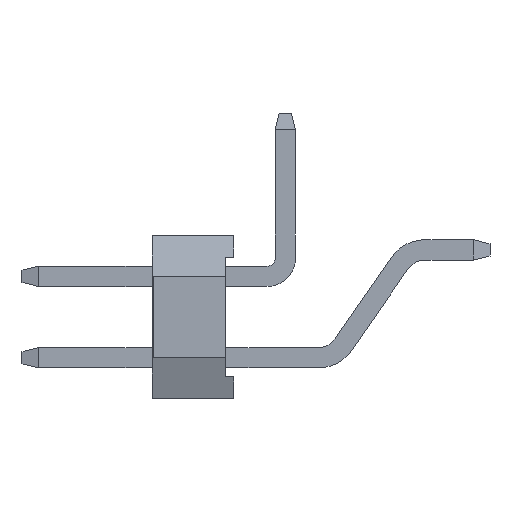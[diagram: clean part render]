
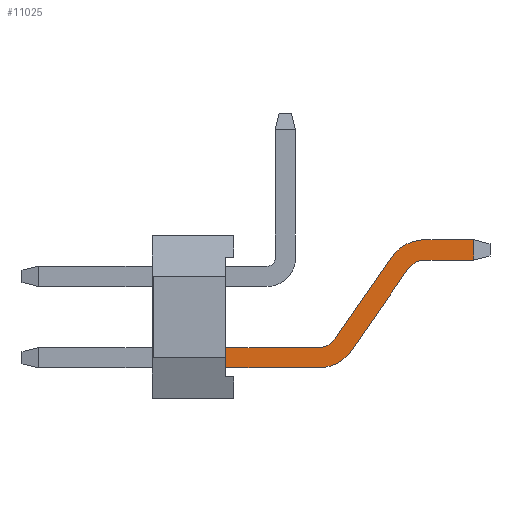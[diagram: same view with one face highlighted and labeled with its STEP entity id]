
A CAD part, left-side view. The second image highlights one B-rep face of the part: STEP entity #11025.
In plain terms, the highlighted planar face has unit normal (-1, 0, 0).
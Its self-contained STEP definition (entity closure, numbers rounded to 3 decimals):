
#586=FACE_OUTER_BOUND('',#1200,.T.);
#1200=EDGE_LOOP('',(#8366,#8367,#8368,#8369,#8370,#8371,#8372,#8373,#8374,
#8375,#8376,#8377));
#1566=CIRCLE('',#11789,1.);
#1567=CIRCLE('',#11790,0.5);
#1568=CIRCLE('',#11791,1.);
#1569=CIRCLE('',#11792,0.5);
#2334=LINE('',#16774,#3690);
#2335=LINE('',#16776,#3691);
#2336=LINE('',#16780,#3692);
#2337=LINE('',#16784,#3693);
#2338=LINE('',#16786,#3694);
#2339=LINE('',#16788,#3695);
#2340=LINE('',#16792,#3696);
#2341=LINE('',#16795,#3697);
#3690=VECTOR('',#13812,10.);
#3691=VECTOR('',#13813,6.881);
#3692=VECTOR('',#13816,2.436);
#3693=VECTOR('',#13819,1.2);
#3694=VECTOR('',#13820,0.5);
#3695=VECTOR('',#13821,1.2);
#3696=VECTOR('',#13824,2.436);
#3697=VECTOR('',#13827,6.881);
#4836=VERTEX_POINT('',#16772);
#4837=VERTEX_POINT('',#16773);
#4838=VERTEX_POINT('',#16775);
#4839=VERTEX_POINT('',#16777);
#4840=VERTEX_POINT('',#16779);
#4841=VERTEX_POINT('',#16781);
#4842=VERTEX_POINT('',#16783);
#4843=VERTEX_POINT('',#16785);
#4844=VERTEX_POINT('',#16787);
#4845=VERTEX_POINT('',#16789);
#4846=VERTEX_POINT('',#16791);
#4847=VERTEX_POINT('',#16793);
#6108=EDGE_CURVE('',#4836,#4837,#2334,.T.);
#6109=EDGE_CURVE('',#4838,#4836,#2335,.T.);
#6110=EDGE_CURVE('',#4839,#4838,#1566,.T.);
#6111=EDGE_CURVE('',#4840,#4839,#2336,.T.);
#6112=EDGE_CURVE('',#4841,#4840,#1567,.T.);
#6113=EDGE_CURVE('',#4842,#4841,#2337,.T.);
#6114=EDGE_CURVE('',#4843,#4842,#2338,.T.);
#6115=EDGE_CURVE('',#4843,#4844,#2339,.T.);
#6116=EDGE_CURVE('',#4844,#4845,#1568,.T.);
#6117=EDGE_CURVE('',#4845,#4846,#2340,.T.);
#6118=EDGE_CURVE('',#4846,#4847,#1569,.T.);
#6119=EDGE_CURVE('',#4847,#4837,#2341,.T.);
#8366=ORIENTED_EDGE('',*,*,#6108,.F.);
#8367=ORIENTED_EDGE('',*,*,#6109,.F.);
#8368=ORIENTED_EDGE('',*,*,#6110,.F.);
#8369=ORIENTED_EDGE('',*,*,#6111,.F.);
#8370=ORIENTED_EDGE('',*,*,#6112,.F.);
#8371=ORIENTED_EDGE('',*,*,#6113,.F.);
#8372=ORIENTED_EDGE('',*,*,#6114,.F.);
#8373=ORIENTED_EDGE('',*,*,#6115,.T.);
#8374=ORIENTED_EDGE('',*,*,#6116,.T.);
#8375=ORIENTED_EDGE('',*,*,#6117,.T.);
#8376=ORIENTED_EDGE('',*,*,#6118,.T.);
#8377=ORIENTED_EDGE('',*,*,#6119,.T.);
#10068=PLANE('',#11788);
#11025=ADVANCED_FACE('',(#586),#10068,.T.);
#11788=AXIS2_PLACEMENT_3D('',#16771,#13810,#13811);
#11789=AXIS2_PLACEMENT_3D('',#16778,#13814,#13815);
#11790=AXIS2_PLACEMENT_3D('',#16782,#13817,#13818);
#11791=AXIS2_PLACEMENT_3D('',#16790,#13822,#13823);
#11792=AXIS2_PLACEMENT_3D('',#16794,#13825,#13826);
#13810=DIRECTION('center_axis',(-1.,0.,0.));
#13811=DIRECTION('ref_axis',(0.,0.,1.));
#13812=DIRECTION('',(0.,0.,1.));
#13813=DIRECTION('',(0.,1.,0.));
#13814=DIRECTION('center_axis',(1.,0.,0.));
#13815=DIRECTION('ref_axis',(0.,-0.822,-0.569));
#13816=DIRECTION('',(0.,0.569,-0.822));
#13817=DIRECTION('center_axis',(-1.,0.,0.));
#13818=DIRECTION('ref_axis',(0.,0.,1.));
#13819=DIRECTION('',(0.,1.,0.));
#13820=DIRECTION('',(0.,0.,-1.));
#13821=DIRECTION('',(0.,1.,0.));
#13822=DIRECTION('center_axis',(-1.,0.,0.));
#13823=DIRECTION('ref_axis',(0.,0.,1.));
#13824=DIRECTION('',(0.,0.569,-0.822));
#13825=DIRECTION('center_axis',(1.,0.,0.));
#13826=DIRECTION('ref_axis',(0.,-0.822,-0.569));
#13827=DIRECTION('',(0.,1.,0.));
#16771=CARTESIAN_POINT('Origin',(0.75,-6.3,-0.6));
#16772=CARTESIAN_POINT('',(0.75,0.338,-3.25));
#16773=CARTESIAN_POINT('',(0.75,0.338,-2.75));
#16774=CARTESIAN_POINT('',(0.75,0.338,-2.542));
#16775=CARTESIAN_POINT('',(0.75,-2.081,-3.25));
#16776=CARTESIAN_POINT('',(0.75,-2.081,-3.25));
#16777=CARTESIAN_POINT('',(0.75,-2.903,-2.819));
#16778=CARTESIAN_POINT('Origin',(0.75,-2.081,-2.25));
#16779=CARTESIAN_POINT('',(0.75,-4.289,-0.816));
#16780=CARTESIAN_POINT('',(0.75,-4.289,-0.816));
#16781=CARTESIAN_POINT('',(0.75,-4.7,-0.6));
#16782=CARTESIAN_POINT('Origin',(0.75,-4.7,-1.1));
#16783=CARTESIAN_POINT('',(0.75,-5.9,-0.6));
#16784=CARTESIAN_POINT('',(0.75,-5.9,-0.6));
#16785=CARTESIAN_POINT('',(0.75,-5.9,-0.1));
#16786=CARTESIAN_POINT('',(0.75,-5.9,-0.1));
#16787=CARTESIAN_POINT('',(0.75,-4.7,-0.1));
#16788=CARTESIAN_POINT('',(0.75,-5.9,-0.1));
#16789=CARTESIAN_POINT('',(0.75,-3.878,-0.531));
#16790=CARTESIAN_POINT('Origin',(0.75,-4.7,-1.1));
#16791=CARTESIAN_POINT('',(0.75,-2.492,-2.534));
#16792=CARTESIAN_POINT('',(0.75,-3.878,-0.531));
#16793=CARTESIAN_POINT('',(0.75,-2.081,-2.75));
#16794=CARTESIAN_POINT('Origin',(0.75,-2.081,-2.25));
#16795=CARTESIAN_POINT('',(0.75,-2.081,-2.75));
